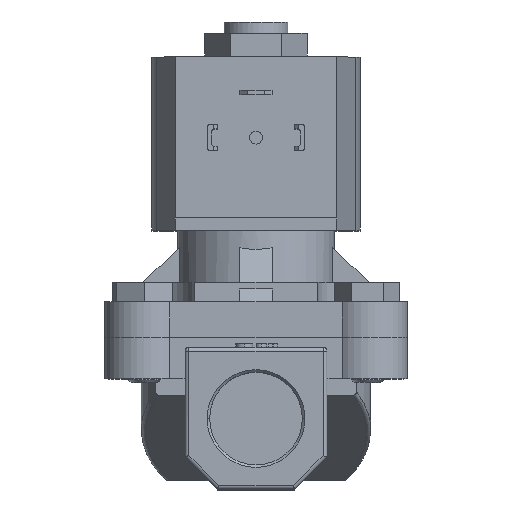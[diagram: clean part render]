
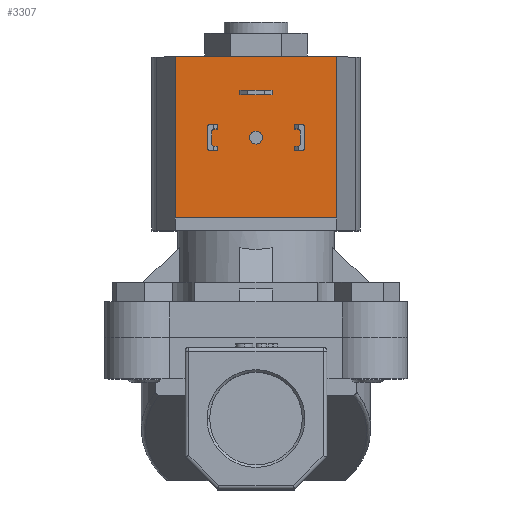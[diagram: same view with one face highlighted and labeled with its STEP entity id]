
A CAD part, top view. The second image highlights one B-rep face of the part: STEP entity #3307.
In plain terms, the highlighted planar face has unit normal (0, 0, 1).
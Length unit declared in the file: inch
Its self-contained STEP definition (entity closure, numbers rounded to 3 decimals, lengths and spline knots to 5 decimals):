
#62 = ORIENTED_EDGE ( 'NONE', *, *, #2887, .F. ) ;
#178 = AXIS2_PLACEMENT_3D ( 'NONE', #2546, #8800, #7633 ) ;
#597 = VECTOR ( 'NONE', #10533, 39.37008 ) ;
#619 = CARTESIAN_POINT ( 'NONE',  ( -0.05, 2.18, 1.03 ) ) ;
#700 = CARTESIAN_POINT ( 'NONE',  ( 0.625, 2.807, 1.03 ) ) ;
#1499 = CIRCLE ( 'NONE', #6554, 0.05 ) ;
#1626 = FACE_BOUND ( 'NONE', #12180, .T. ) ;
#2546 = CARTESIAN_POINT ( 'NONE',  ( 0.625, 0.10516, 1.03 ) ) ;
#2727 = EDGE_CURVE ( 'NONE', #8360, #6513, #8293, .T. ) ;
#2739 = VERTEX_POINT ( 'NONE', #3968 ) ;
#2774 = VECTOR ( 'NONE', #4779, 39.37008 ) ;
#2799 = CARTESIAN_POINT ( 'NONE',  ( -1.105, 1.557, 1.03 ) ) ;
#2887 = EDGE_CURVE ( 'NONE', #5863, #2739, #12569, .T. ) ;
#3307 = ADVANCED_FACE ( 'NONE', ( #1626, #5650 ), #8675, .T. ) ;
#3641 = ORIENTED_EDGE ( 'NONE', *, *, #10062, .T. ) ;
#3657 = AXIS2_PLACEMENT_3D ( 'NONE', #8057, #4957, #11001 ) ;
#3681 = LINE ( 'NONE', #6541, #597 ) ;
#3968 = CARTESIAN_POINT ( 'NONE',  ( -0.625, 2.807, 1.03 ) ) ;
#4004 = ORIENTED_EDGE ( 'NONE', *, *, #5937, .T. ) ;
#4026 = VECTOR ( 'NONE', #10808, 39.37008 ) ;
#4611 = ORIENTED_EDGE ( 'NONE', *, *, #5342, .F. ) ;
#4779 = DIRECTION ( 'NONE',  ( 1., 0., 0. ) ) ;
#4957 = DIRECTION ( 'NONE',  ( 0., 0., 1. ) ) ;
#5034 = VERTEX_POINT ( 'NONE', #8976 ) ;
#5342 = EDGE_CURVE ( 'NONE', #6513, #8360, #1499, .T. ) ;
#5650 = FACE_OUTER_BOUND ( 'NONE', #6175, .T. ) ;
#5764 = CARTESIAN_POINT ( 'NONE',  ( 0.625, 1.557, 1.03 ) ) ;
#5847 = VERTEX_POINT ( 'NONE', #5764 ) ;
#5863 = VERTEX_POINT ( 'NONE', #7561 ) ;
#5937 = EDGE_CURVE ( 'NONE', #5863, #5847, #12541, .T. ) ;
#5944 = DIRECTION ( 'NONE',  ( 1., 0., 0. ) ) ;
#6175 = EDGE_LOOP ( 'NONE', ( #4004, #3641, #11493, #62 ) ) ;
#6513 = VERTEX_POINT ( 'NONE', #619 ) ;
#6541 = CARTESIAN_POINT ( 'NONE',  ( 0.625, 0.10516, 1.03 ) ) ;
#6554 = AXIS2_PLACEMENT_3D ( 'NONE', #10930, #6800, #5944 ) ;
#6800 = DIRECTION ( 'NONE',  ( 0., 0., 1. ) ) ;
#7561 = CARTESIAN_POINT ( 'NONE',  ( -0.625, 1.557, 1.03 ) ) ;
#7633 = DIRECTION ( 'NONE',  ( 1., 0., 0. ) ) ;
#8057 = CARTESIAN_POINT ( 'NONE',  ( 0., 2.18, 1.03 ) ) ;
#8293 = CIRCLE ( 'NONE', #3657, 0.05 ) ;
#8360 = VERTEX_POINT ( 'NONE', #8874 ) ;
#8443 = CARTESIAN_POINT ( 'NONE',  ( -0.625, 0.10516, 1.03 ) ) ;
#8675 = PLANE ( 'NONE',  #178 ) ;
#8800 = DIRECTION ( 'NONE',  ( 0., 0., 1. ) ) ;
#8874 = CARTESIAN_POINT ( 'NONE',  ( 0.05, 2.18, 1.03 ) ) ;
#8949 = EDGE_CURVE ( 'NONE', #2739, #5034, #11930, .T. ) ;
#8976 = CARTESIAN_POINT ( 'NONE',  ( 0.625, 2.807, 1.03 ) ) ;
#10062 = EDGE_CURVE ( 'NONE', #5847, #5034, #3681, .T. ) ;
#10533 = DIRECTION ( 'NONE',  ( 0., 1., 0. ) ) ;
#10808 = DIRECTION ( 'NONE',  ( 1., 0., 0. ) ) ;
#10930 = CARTESIAN_POINT ( 'NONE',  ( 0., 2.18, 1.03 ) ) ;
#11001 = DIRECTION ( 'NONE',  ( 1., 0., 0. ) ) ;
#11218 = VECTOR ( 'NONE', #12186, 39.37008 ) ;
#11493 = ORIENTED_EDGE ( 'NONE', *, *, #8949, .F. ) ;
#11620 = ORIENTED_EDGE ( 'NONE', *, *, #2727, .F. ) ;
#11930 = LINE ( 'NONE', #700, #4026 ) ;
#12180 = EDGE_LOOP ( 'NONE', ( #11620, #4611 ) ) ;
#12186 = DIRECTION ( 'NONE',  ( 0., 1., 0. ) ) ;
#12541 = LINE ( 'NONE', #2799, #2774 ) ;
#12569 = LINE ( 'NONE', #8443, #11218 ) ;
